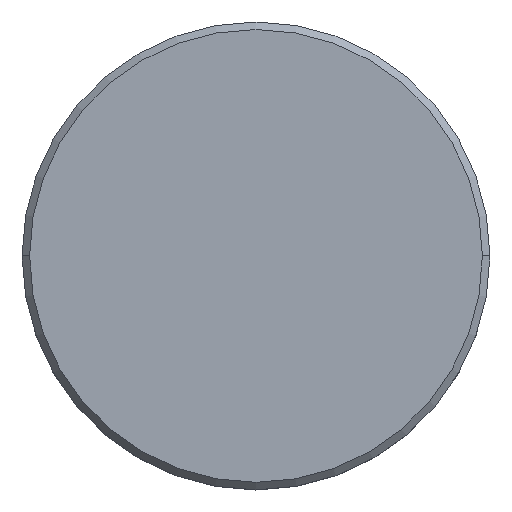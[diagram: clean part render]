
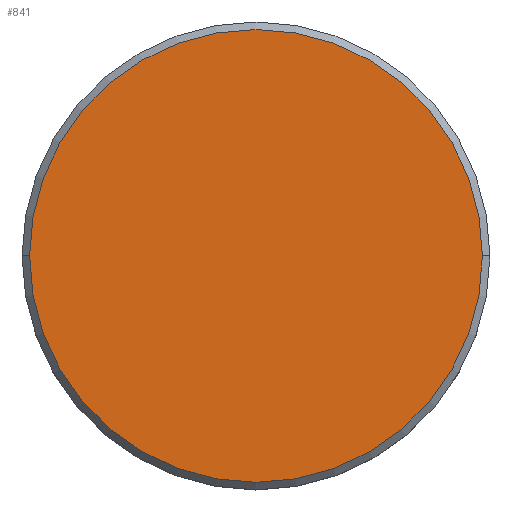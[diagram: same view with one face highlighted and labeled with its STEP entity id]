
A CAD part, top view. The second image highlights one B-rep face of the part: STEP entity #841.
In plain terms, the highlighted planar face has unit normal (0, 0, 1).
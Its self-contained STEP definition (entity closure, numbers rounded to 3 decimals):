
#114 = CARTESIAN_POINT ( 'NONE',  ( 0., 0., 0. ) ) ;
#125 = ORIENTED_EDGE ( 'NONE', *, *, #181, .T. ) ;
#181 = EDGE_CURVE ( 'NONE', #931, #1136, #1135, .T. ) ;
#212 = DIRECTION ( 'NONE',  ( 1., 0., 0. ) ) ;
#259 = DIRECTION ( 'NONE',  ( 1., 0., 0. ) ) ;
#280 = DIRECTION ( 'NONE',  ( 0., 0., 1. ) ) ;
#289 = AXIS2_PLACEMENT_3D ( 'NONE', #442, #1073, #259 ) ;
#311 = FACE_OUTER_BOUND ( 'NONE', #1081, .T. ) ;
#332 = AXIS2_PLACEMENT_3D ( 'NONE', #114, #927, #212 ) ;
#378 = PLANE ( 'NONE',  #332 ) ;
#442 = CARTESIAN_POINT ( 'NONE',  ( 0., 0., 0. ) ) ;
#502 = CARTESIAN_POINT ( 'NONE',  ( 15., 0., 0. ) ) ;
#621 = AXIS2_PLACEMENT_3D ( 'NONE', #1176, #280, #650 ) ;
#650 = DIRECTION ( 'NONE',  ( 1., 0., 0. ) ) ;
#709 = CARTESIAN_POINT ( 'NONE',  ( -15., 0., 0. ) ) ;
#841 = ADVANCED_FACE ( 'NONE', ( #311 ), #378, .T. ) ;
#865 = CIRCLE ( 'NONE', #289, 15. ) ;
#927 = DIRECTION ( 'NONE',  ( 0., 0., 1. ) ) ;
#931 = VERTEX_POINT ( 'NONE', #502 ) ;
#946 = ORIENTED_EDGE ( 'NONE', *, *, #1055, .T. ) ;
#1055 = EDGE_CURVE ( 'NONE', #1136, #931, #865, .T. ) ;
#1073 = DIRECTION ( 'NONE',  ( 0., 0., 1. ) ) ;
#1081 = EDGE_LOOP ( 'NONE', ( #946, #125 ) ) ;
#1135 = CIRCLE ( 'NONE', #621, 15. ) ;
#1136 = VERTEX_POINT ( 'NONE', #709 ) ;
#1176 = CARTESIAN_POINT ( 'NONE',  ( 0., 0., 0. ) ) ;
